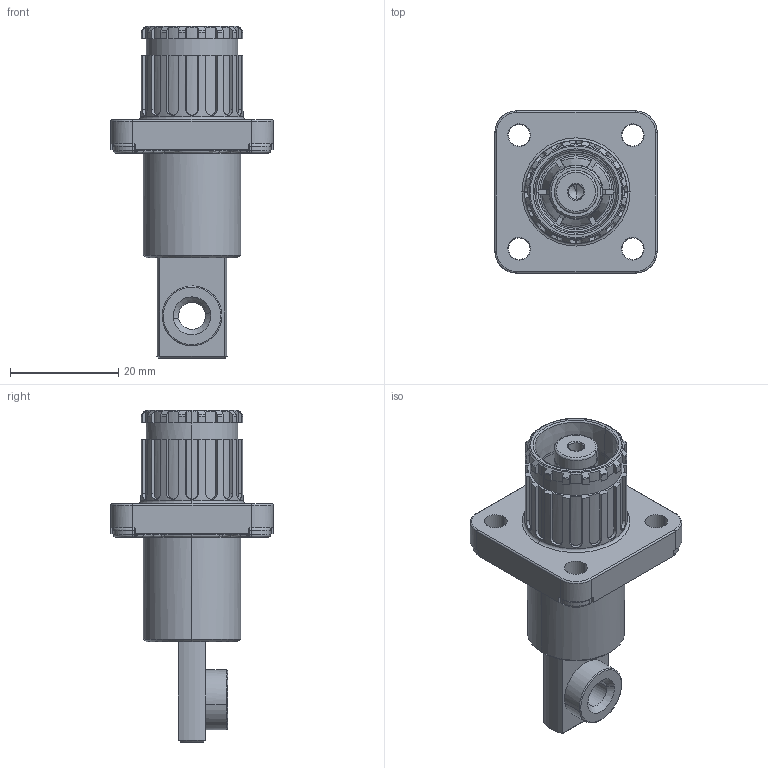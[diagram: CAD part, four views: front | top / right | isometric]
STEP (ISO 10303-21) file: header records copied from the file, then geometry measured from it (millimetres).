
FILE_DESCRIPTION(('CATIA V5 STEP Exchange','CAx-IF Rec.Pracs.--- Model Styling and Organization---1.4--- 2014-01-23'),'2;1');
FILE_NAME ('1514722-4_0', '2023-03-06T16:24:00+00:00', ('none'), ('Weidmueller'), 'CATIA Version 5-6 Release 2016 SP3 HF44', 'CATIA V5 STEP AP214', 'none');
FILE_SCHEMA(('AUTOMOTIVE_DESIGN { 1 0 10303 214 1 1 1 1 }'));
Length unit declared in the file: millimetre
Products named in the file (1): 2918860000
Bounding box: 30 x 30 x 61.4 mm (x, y, z)
Volume: 11958.6 mm3; surface area: 10226.4 mm2
Topology: 4 solids, 12 shells, 1428 faces, 3652 edges, 2057 vertices
Faces by surface type: cylinder 466, torus 336, plane 292, sphere 176, bspline 96, cone 58, extrusion 4
Entity records: 43698 total; most frequent: CARTESIAN_POINT 13260, ORIENTED_EDGE 6924, DIRECTION 5154, EDGE_CURVE 3462, AXIS2_PLACEMENT_3D 2785, VERTEX_POINT 2057, CIRCLE 1502, EDGE_LOOP 1471
